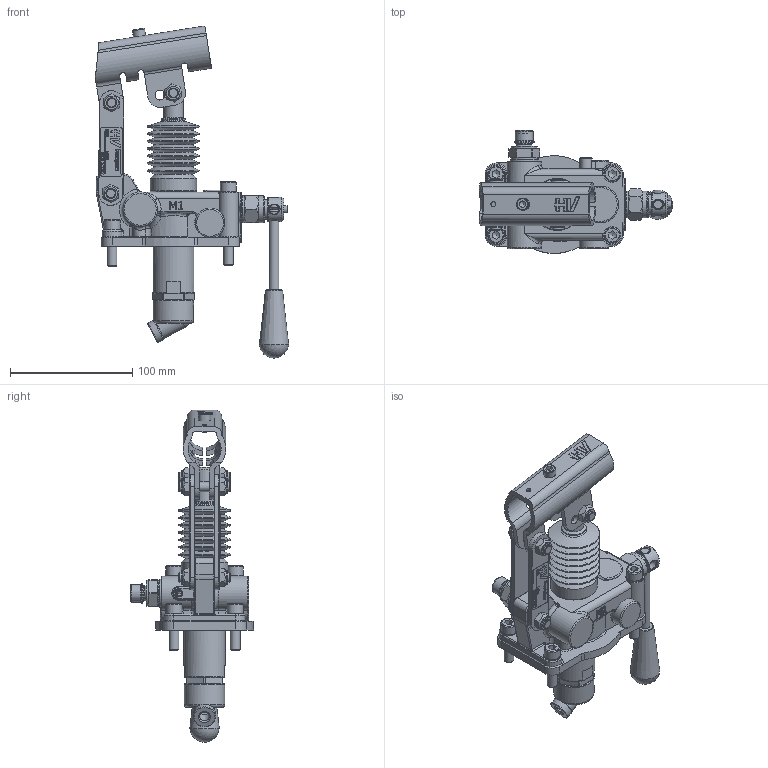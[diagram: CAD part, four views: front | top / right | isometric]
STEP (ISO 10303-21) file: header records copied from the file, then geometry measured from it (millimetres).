
FILE_DESCRIPTION((''),'2;1');
FILE_NAME('6067.0041.00.50_STEP.stp','2020-02-20T08:50:41',('Administrator'),(''),'Autodesk Inventor 2013','Autodesk Inventor 2013','');
FILE_SCHEMA(('CONFIG_CONTROL_DESIGN'));
Length unit declared in the file: millimetre
Products named in the file (1): 6067.0041.00
Bounding box: 157.92 x 100.5 x 271.14 mm (x, y, z)
Volume: 314550.6 mm3; surface area: 146536.8 mm2
Topology: 1 solids, 13 shells, 1490 faces, 3730 edges, 2351 vertices
Faces by surface type: plane 700, cylinder 336, bspline 183, cone 135, torus 122, sphere 14
Full cylindrical faces by diameter (mm): 4 x2, 4.917 x1, 5 x2, 6 x3, 7.5 x1, 8 x30, 8.5 x4, 10 x2, 11.05 x6, 12 x4, 13 x4, 13.5 x1, 14 x4, 14.5 x1, 16 x2, 16.5 x1, 18 x1, 19 x1, 20 x3, 20.5 x1, 21 x2, 21.8 x2, 22 x1, 23 x2, 24 x1, 28 x2, 29 x10, 33 x1, 34 x1, 38.004 x1
Entity records: 46176 total; most frequent: CARTESIAN_POINT 11697, ORIENTED_EDGE 6810, DIRECTION 6380, EDGE_CURVE 3405, AXIS2_PLACEMENT_3D 2286, VERTEX_POINT 2263, EDGE_LOOP 1862, VECTOR 1808
